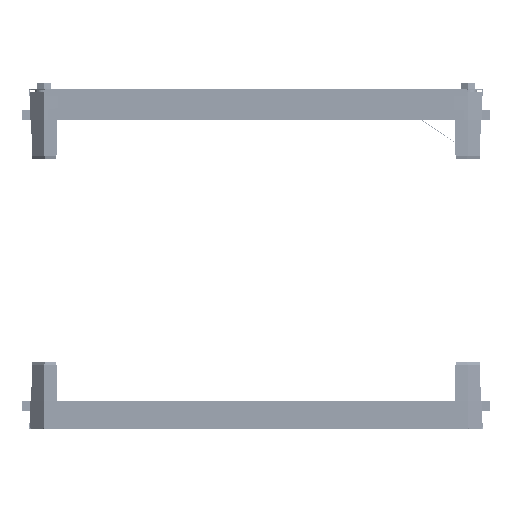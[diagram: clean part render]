
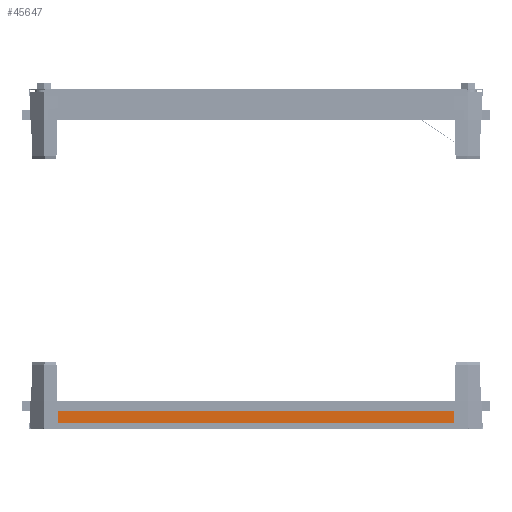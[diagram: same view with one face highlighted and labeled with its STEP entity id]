
A CAD part, left-side view. The second image highlights one B-rep face of the part: STEP entity #45647.
In plain terms, the highlighted planar face has unit normal (-1, 0, 0).
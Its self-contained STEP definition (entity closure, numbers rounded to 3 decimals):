
#17964 = DIRECTION ( 'NONE',  ( 0., 0., -1. ) ) ;
#18018 = DIRECTION ( 'NONE',  ( 0., 1., 0. ) ) ;
#19670 = CARTESIAN_POINT ( 'NONE',  ( -589.55, -345.6, 22.4 ) ) ;
#20515 = CARTESIAN_POINT ( 'NONE',  ( -589.55, -345.6, 22.4 ) ) ;
#26785 = VECTOR ( 'NONE', #17964, 1000. ) ;
#37283 = LINE ( 'NONE', #19670, #196283 ) ;
#44162 = EDGE_CURVE ( 'NONE', #161748, #170095, #98923, .T. ) ;
#45647 = ADVANCED_FACE ( 'NONE', ( #159214 ), #110423, .F. ) ;
#49123 = CARTESIAN_POINT ( 'NONE',  ( -589.55, 162.4, 21.1 ) ) ;
#49804 = DIRECTION ( 'NONE',  ( 0., 0., -1. ) ) ;
#62279 = EDGE_CURVE ( 'NONE', #203601, #182581, #139386, .T. ) ;
#70612 = EDGE_CURVE ( 'NONE', #182581, #170095, #101887, .T. ) ;
#79294 = VECTOR ( 'NONE', #49804, 1000. ) ;
#85017 = DIRECTION ( 'NONE',  ( 0., -1., 0. ) ) ;
#93082 = ORIENTED_EDGE ( 'NONE', *, *, #62279, .F. ) ;
#96514 = CARTESIAN_POINT ( 'NONE',  ( -589.55, -345.6, -0.1 ) ) ;
#98923 = LINE ( 'NONE', #49123, #26785 ) ;
#101713 = CARTESIAN_POINT ( 'NONE',  ( -589.55, 162.4, -0.1 ) ) ;
#101887 = LINE ( 'NONE', #149637, #170649 ) ;
#109261 = EDGE_CURVE ( 'NONE', #161748, #203601, #37283, .T. ) ;
#110423 = PLANE ( 'NONE',  #136465 ) ;
#125835 = CARTESIAN_POINT ( 'NONE',  ( -589.55, 162.4, 22.4 ) ) ;
#135093 = DIRECTION ( 'NONE',  ( 0., 1., 0. ) ) ;
#136465 = AXIS2_PLACEMENT_3D ( 'NONE', #158175, #160227, #18018 ) ;
#138759 = ORIENTED_EDGE ( 'NONE', *, *, #70612, .F. ) ;
#139386 = LINE ( 'NONE', #175413, #79294 ) ;
#143426 = ORIENTED_EDGE ( 'NONE', *, *, #44162, .T. ) ;
#149637 = CARTESIAN_POINT ( 'NONE',  ( -589.55, -345.6, -0.1 ) ) ;
#153671 = EDGE_LOOP ( 'NONE', ( #143426, #138759, #93082, #167935 ) ) ;
#158175 = CARTESIAN_POINT ( 'NONE',  ( -589.55, -345.6, 21.1 ) ) ;
#159214 = FACE_OUTER_BOUND ( 'NONE', #153671, .T. ) ;
#160227 = DIRECTION ( 'NONE',  ( 1., 0., 0. ) ) ;
#161748 = VERTEX_POINT ( 'NONE', #125835 ) ;
#167935 = ORIENTED_EDGE ( 'NONE', *, *, #109261, .F. ) ;
#170095 = VERTEX_POINT ( 'NONE', #101713 ) ;
#170649 = VECTOR ( 'NONE', #135093, 1000. ) ;
#175413 = CARTESIAN_POINT ( 'NONE',  ( -589.55, -345.6, 21.1 ) ) ;
#182581 = VERTEX_POINT ( 'NONE', #96514 ) ;
#196283 = VECTOR ( 'NONE', #85017, 1000. ) ;
#203601 = VERTEX_POINT ( 'NONE', #20515 ) ;
